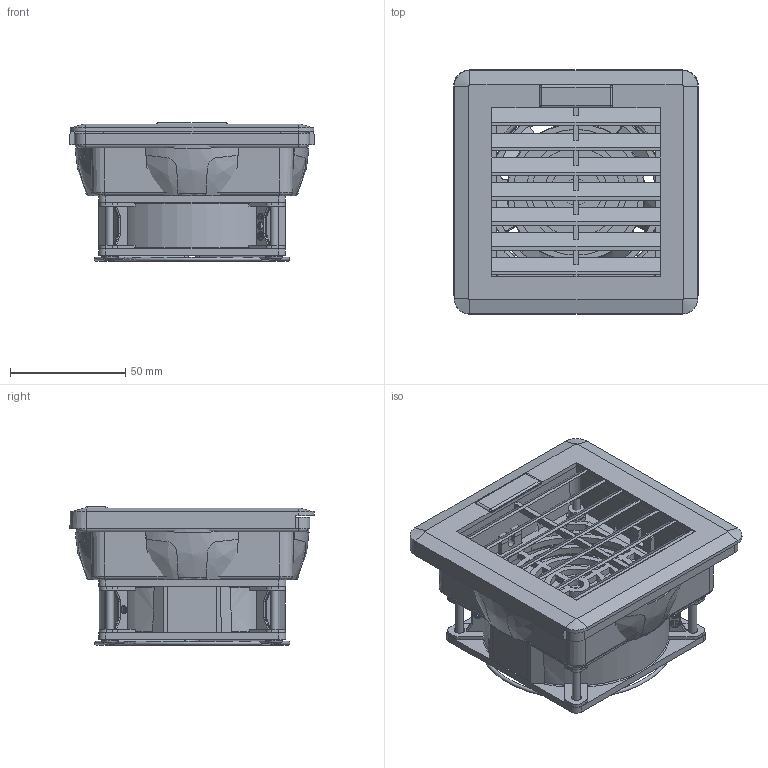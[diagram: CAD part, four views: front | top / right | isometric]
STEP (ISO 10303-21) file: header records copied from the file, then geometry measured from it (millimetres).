
FILE_DESCRIPTION(/* description */ ('','CAx-IF Rec.Pracs.---Representation and Presentation of Product Manufacturing Information (PMI)---4.0---2014-10-13'),/* implementation_level */ '2;1');
FILE_NAME(/* name */ 'NLV-100 СБ.stp',/* time_stamp */ '2022-06-27T09:14:40+03:00',/* author */ ('i.yanin'),/* organization */ (''),/* preprocessor_version */ 'ST-DEVELOPER v18.1',/* originating_system */ 'Autodesk Inventor 2022',/* authorisation */ '');
FILE_SCHEMA (('AP242_MANAGED_MODEL_BASED_3D_ENGINEERING_MIM_LF { 1 0 10303 442 1 1 4 }'));
Products named in the file (8): NLV-100 СБ; NLF-300_КОРПУС; NLF-300__КРЫШКА; ЛОГО2; NLV _ защелка; G0825-A22X-7PBHL; решетка 82.5; AS 1427 - M3,5 x 40
Assembly tree (13 placements, depth 2):
  NLV-100 СБ
    NLF-300_КОРПУС
    NLF-300__КРЫШКА
    ЛОГО2
    NLV _ защелка  x4
    G0825-A22X-7PBHL
    решетка 82.5
    AS 1427 - M3,5 x 40  x4
Bounding box: 106 x 105.85 x 59.85 mm (x, y, z)
Volume: 144307.3 mm3; surface area: 142845.7 mm2
Topology: 15 solids, 19 shells, 1833 faces, 5073 edges, 3304 vertices
Faces by surface type: plane 836, bspline 395, cylinder 390, torus 107, cone 93, sphere 12
Full cylindrical faces by diameter (mm): 1.5 x4, 2 x1, 3 x4, 3.132 x4, 3.171 x6, 3.5 x6, 3.57 x6, 3.9 x2, 4 x4, 4.4 x8, 6.5 x1, 7 x4, 8 x4, 52.464 x14, 53.871 x15, 55 x1, 58 x1, 77.5 x1
Entity records: 97050 total; most frequent: CARTESIAN_POINT 54251, ORIENTED_EDGE 8934, DIRECTION 7510, EDGE_CURVE 4469, VERTEX_POINT 2896, AXIS2_PLACEMENT_3D 2642, LINE 2226, VECTOR 2226
